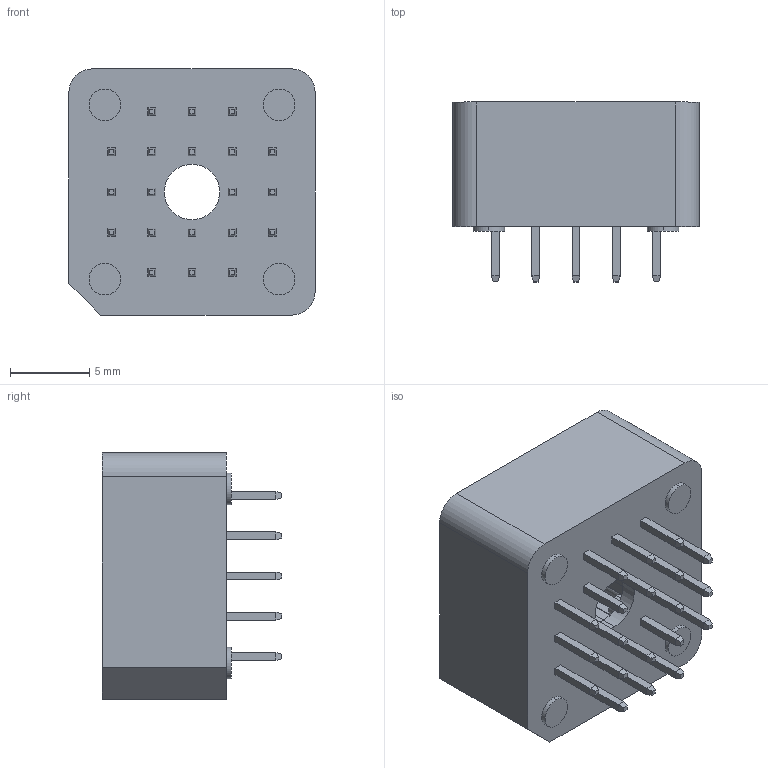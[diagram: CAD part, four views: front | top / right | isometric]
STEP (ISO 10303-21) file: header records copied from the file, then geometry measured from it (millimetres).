
FILE_DESCRIPTION (( 'STEP AP214' ), '1' );
FILE_NAME ('PLCC-20-R.STEP', '2023-08-31T09:11:13', ( '' ), ( '' ), 'SwSTEP 2.0', 'SolidWorks 2021', '' );
FILE_SCHEMA (( 'AUTOMOTIVE_DESIGN' ));
Length unit declared in the file: millimetre
Products named in the file (1): PLCC-20-R
Bounding box: 15.56 x 11.35 x 15.56 mm (x, y, z)
Volume: 1152.9 mm3; surface area: 2832.8 mm2
Topology: 41 solids, 41 shells, 514 faces, 1177 edges, 757 vertices
Faces by surface type: plane 486, cylinder 28
Entity records: 14511 total; most frequent: CARTESIAN_POINT 2449, ORIENTED_EDGE 2354, DIRECTION 2263, EDGE_CURVE 1177, VECTOR 1121, LINE 1121, VERTEX_POINT 757, AXIS2_PLACEMENT_3D 571
